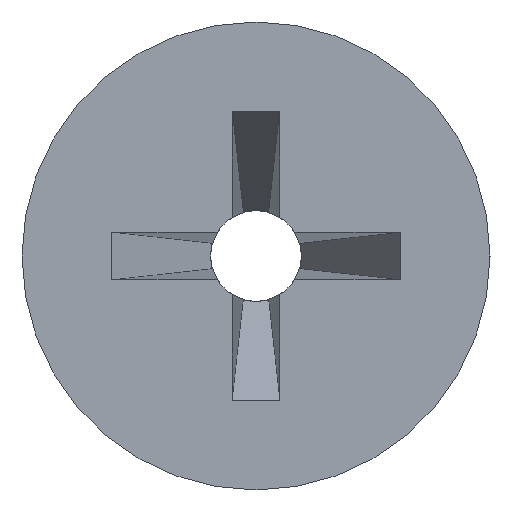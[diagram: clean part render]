
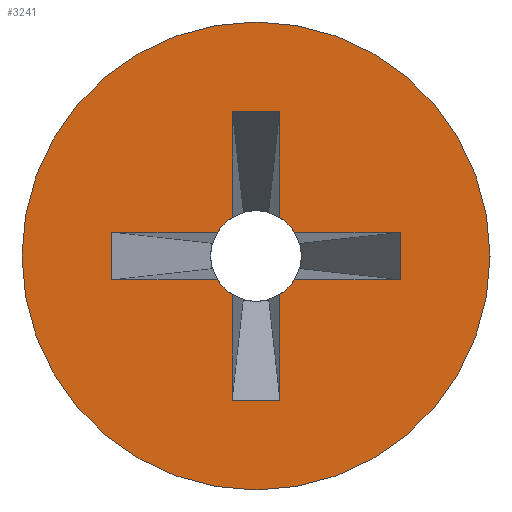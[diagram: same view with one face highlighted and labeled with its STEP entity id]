
A CAD part, left-side view. The second image highlights one B-rep face of the part: STEP entity #3241.
In plain terms, the highlighted planar face has unit normal (-1, 0, 0).
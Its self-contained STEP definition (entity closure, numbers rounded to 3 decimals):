
#115=CARTESIAN_POINT('',(0.,0.,0.));
#116=DIRECTION('',(-1.,0.,0.));
#117=DIRECTION('',(0.,1.,0.));
#118=AXIS2_PLACEMENT_3D('',#115,#116,#117);
#120=CARTESIAN_POINT('',(0.,0.,0.));
#121=DIRECTION('',(1.,0.,0.));
#122=DIRECTION('',(0.,1.,0.));
#123=AXIS2_PLACEMENT_3D('',#120,#121,#122);
#125=CARTESIAN_POINT('',(0.,0.,0.));
#126=DIRECTION('',(1.,0.,0.));
#127=DIRECTION('',(0.,-0.85,-0.527));
#128=AXIS2_PLACEMENT_3D('',#125,#126,#127);
#130=DIRECTION('',(0.,1.,0.));
#131=VECTOR('',#130,1.063);
#132=CARTESIAN_POINT('',(0.,-1.45,-0.24));
#133=LINE('',#132,#131);
#134=DIRECTION('',(0.,0.,-1.));
#135=VECTOR('',#134,0.48);
#136=CARTESIAN_POINT('',(0.,-1.45,0.24));
#137=LINE('',#136,#135);
#138=DIRECTION('',(0.,1.,0.));
#139=VECTOR('',#138,1.063);
#140=CARTESIAN_POINT('',(0.,-1.45,0.24));
#141=LINE('',#140,#139);
#142=CARTESIAN_POINT('',(0.,0.,0.));
#143=DIRECTION('',(1.,0.,0.));
#144=DIRECTION('',(0.,-0.527,0.85));
#145=AXIS2_PLACEMENT_3D('',#142,#143,#144);
#147=DIRECTION('',(0.,0.,-1.));
#148=VECTOR('',#147,1.063);
#149=CARTESIAN_POINT('',(0.,-0.24,1.45));
#150=LINE('',#149,#148);
#151=DIRECTION('',(0.,1.,0.));
#152=VECTOR('',#151,0.48);
#153=CARTESIAN_POINT('',(0.,-0.24,1.45));
#154=LINE('',#153,#152);
#155=DIRECTION('',(0.,0.,-1.));
#156=VECTOR('',#155,1.063);
#157=CARTESIAN_POINT('',(0.,0.24,1.45));
#158=LINE('',#157,#156);
#159=CARTESIAN_POINT('',(0.,0.,0.));
#160=DIRECTION('',(1.,0.,0.));
#161=DIRECTION('',(0.,0.85,0.527));
#162=AXIS2_PLACEMENT_3D('',#159,#160,#161);
#164=DIRECTION('',(0.,1.,0.));
#165=VECTOR('',#164,1.063);
#166=CARTESIAN_POINT('',(0.,0.387,0.24));
#167=LINE('',#166,#165);
#168=DIRECTION('',(0.,0.,-1.));
#169=VECTOR('',#168,0.48);
#170=CARTESIAN_POINT('',(0.,1.45,0.24));
#171=LINE('',#170,#169);
#172=DIRECTION('',(0.,1.,0.));
#173=VECTOR('',#172,1.063);
#174=CARTESIAN_POINT('',(0.,0.387,-0.24));
#175=LINE('',#174,#173);
#176=CARTESIAN_POINT('',(0.,0.,0.));
#177=DIRECTION('',(1.,0.,0.));
#178=DIRECTION('',(0.,0.527,-0.85));
#179=AXIS2_PLACEMENT_3D('',#176,#177,#178);
#181=DIRECTION('',(0.,0.,-1.));
#182=VECTOR('',#181,1.063);
#183=CARTESIAN_POINT('',(0.,0.24,-0.387));
#184=LINE('',#183,#182);
#185=DIRECTION('',(0.,1.,0.));
#186=VECTOR('',#185,0.48);
#187=CARTESIAN_POINT('',(0.,-0.24,-1.45));
#188=LINE('',#187,#186);
#189=DIRECTION('',(0.,0.,-1.));
#190=VECTOR('',#189,1.063);
#191=CARTESIAN_POINT('',(0.,-0.24,-0.387));
#192=LINE('',#191,#190);
#3085=CARTESIAN_POINT('',(0.,2.35,0.));
#3087=VERTEX_POINT('',#3085);
#3089=CARTESIAN_POINT('',(0.,-2.35,0.));
#3091=VERTEX_POINT('',#3089);
#3108=CARTESIAN_POINT('',(0.,-0.387,-0.24));
#3109=CARTESIAN_POINT('',(0.,-0.24,-0.387));
#3110=VERTEX_POINT('',#3108);
#3111=VERTEX_POINT('',#3109);
#3112=CARTESIAN_POINT('',(0.,0.24,-0.387));
#3113=CARTESIAN_POINT('',(0.,0.387,-0.24));
#3114=VERTEX_POINT('',#3112);
#3115=VERTEX_POINT('',#3113);
#3116=CARTESIAN_POINT('',(0.,0.387,0.24));
#3117=CARTESIAN_POINT('',(0.,0.24,0.387));
#3118=VERTEX_POINT('',#3116);
#3119=VERTEX_POINT('',#3117);
#3120=CARTESIAN_POINT('',(0.,-0.24,0.387));
#3121=CARTESIAN_POINT('',(0.,-0.387,0.24));
#3122=VERTEX_POINT('',#3120);
#3123=VERTEX_POINT('',#3121);
#3148=CARTESIAN_POINT('',(0.,-1.45,0.24));
#3149=CARTESIAN_POINT('',(0.,-1.45,-0.24));
#3150=VERTEX_POINT('',#3148);
#3151=VERTEX_POINT('',#3149);
#3152=CARTESIAN_POINT('',(0.,-0.24,1.45));
#3153=CARTESIAN_POINT('',(0.,0.24,1.45));
#3154=VERTEX_POINT('',#3152);
#3155=VERTEX_POINT('',#3153);
#3156=CARTESIAN_POINT('',(0.,1.45,0.24));
#3157=CARTESIAN_POINT('',(0.,1.45,-0.24));
#3158=VERTEX_POINT('',#3156);
#3159=VERTEX_POINT('',#3157);
#3160=CARTESIAN_POINT('',(0.,-0.24,-1.45));
#3161=CARTESIAN_POINT('',(0.,0.24,-1.45));
#3162=VERTEX_POINT('',#3160);
#3163=VERTEX_POINT('',#3161);
#3196=CARTESIAN_POINT('',(0.,0.,0.));
#3197=DIRECTION('',(1.,0.,0.));
#3198=DIRECTION('',(0.,-1.,0.));
#3199=AXIS2_PLACEMENT_3D('',#3196,#3197,#3198);
#3200=PLANE('',#3199);
#3202=ORIENTED_EDGE('',*,*,#3201,.F.);
#3204=ORIENTED_EDGE('',*,*,#3203,.T.);
#3205=EDGE_LOOP('',(#3202,#3204));
#3206=FACE_OUTER_BOUND('',#3205,.F.);
#3208=ORIENTED_EDGE('',*,*,#3207,.F.);
#3210=ORIENTED_EDGE('',*,*,#3209,.F.);
#3212=ORIENTED_EDGE('',*,*,#3211,.F.);
#3214=ORIENTED_EDGE('',*,*,#3213,.T.);
#3216=ORIENTED_EDGE('',*,*,#3215,.F.);
#3218=ORIENTED_EDGE('',*,*,#3217,.F.);
#3220=ORIENTED_EDGE('',*,*,#3219,.T.);
#3222=ORIENTED_EDGE('',*,*,#3221,.T.);
#3224=ORIENTED_EDGE('',*,*,#3223,.F.);
#3226=ORIENTED_EDGE('',*,*,#3225,.T.);
#3228=ORIENTED_EDGE('',*,*,#3227,.T.);
#3230=ORIENTED_EDGE('',*,*,#3229,.F.);
#3232=ORIENTED_EDGE('',*,*,#3231,.F.);
#3234=ORIENTED_EDGE('',*,*,#3233,.T.);
#3236=ORIENTED_EDGE('',*,*,#3235,.F.);
#3238=ORIENTED_EDGE('',*,*,#3237,.F.);
#3239=EDGE_LOOP('',(#3208,#3210,#3212,#3214,#3216,#3218,#3220,#3222,#3224,#3226,
#3228,#3230,#3232,#3234,#3236,#3238));
#3240=FACE_BOUND('',#3239,.F.);
#119=CIRCLE('',#118,2.35);
#124=CIRCLE('',#123,2.35);
#129=CIRCLE('',#128,0.455);
#146=CIRCLE('',#145,0.455);
#163=CIRCLE('',#162,0.455);
#180=CIRCLE('',#179,0.455);
#3201=EDGE_CURVE('',#3087,#3091,#119,.T.);
#3203=EDGE_CURVE('',#3087,#3091,#124,.T.);
#3207=EDGE_CURVE('',#3110,#3111,#129,.T.);
#3209=EDGE_CURVE('',#3151,#3110,#133,.T.);
#3211=EDGE_CURVE('',#3150,#3151,#137,.T.);
#3213=EDGE_CURVE('',#3150,#3123,#141,.T.);
#3215=EDGE_CURVE('',#3122,#3123,#146,.T.);
#3217=EDGE_CURVE('',#3154,#3122,#150,.T.);
#3219=EDGE_CURVE('',#3154,#3155,#154,.T.);
#3221=EDGE_CURVE('',#3155,#3119,#158,.T.);
#3223=EDGE_CURVE('',#3118,#3119,#163,.T.);
#3225=EDGE_CURVE('',#3118,#3158,#167,.T.);
#3227=EDGE_CURVE('',#3158,#3159,#171,.T.);
#3229=EDGE_CURVE('',#3115,#3159,#175,.T.);
#3231=EDGE_CURVE('',#3114,#3115,#180,.T.);
#3233=EDGE_CURVE('',#3114,#3163,#184,.T.);
#3235=EDGE_CURVE('',#3162,#3163,#188,.T.);
#3237=EDGE_CURVE('',#3111,#3162,#192,.T.);
#3241=ADVANCED_FACE('',(#3206,#3240),#3200,.F.);
